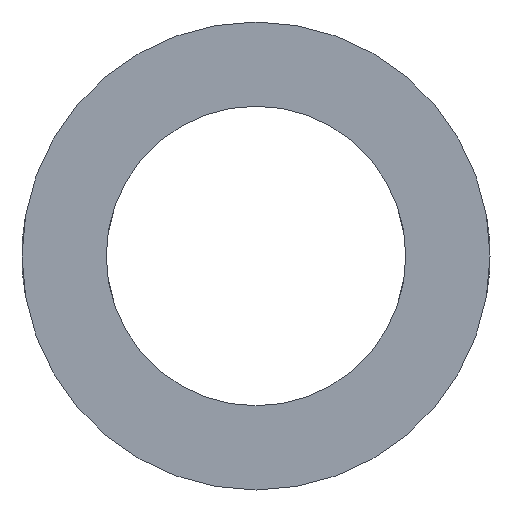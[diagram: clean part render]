
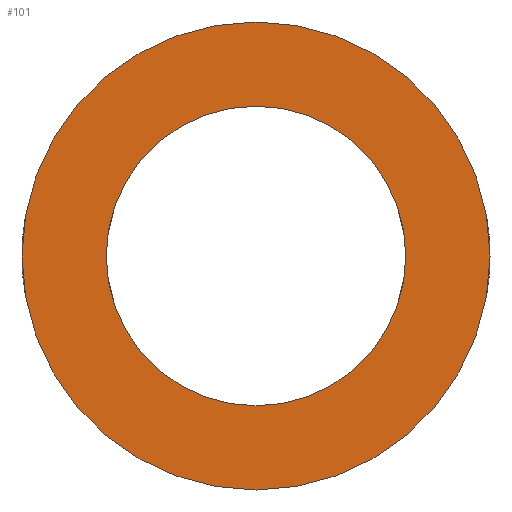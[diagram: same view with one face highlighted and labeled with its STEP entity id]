
A CAD part, front view. The second image highlights one B-rep face of the part: STEP entity #101.
In plain terms, the highlighted planar face has unit normal (0, -1, 0).
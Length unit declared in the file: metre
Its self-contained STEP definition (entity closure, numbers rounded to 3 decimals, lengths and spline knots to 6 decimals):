
#12=CIRCLE('',#121,0.016);
#13=CIRCLE('',#122,0.025);
#16=PLANE('',#120);
#21=ORIENTED_EDGE('',*,*,#41,.F.);
#22=ORIENTED_EDGE('',*,*,#42,.T.);
#41=EDGE_CURVE('',#51,#51,#12,.T.);
#42=EDGE_CURVE('',#52,#52,#13,.T.);
#51=VERTEX_POINT('',#183);
#52=VERTEX_POINT('',#185);
#66=EDGE_LOOP('',(#21));
#67=EDGE_LOOP('',(#22));
#82=FACE_BOUND('',#66,.T.);
#83=FACE_BOUND('',#67,.T.);
#101=ADVANCED_FACE('',(#82,#83),#16,.T.);
#120=AXIS2_PLACEMENT_3D('',#181,#133,#134);
#121=AXIS2_PLACEMENT_3D('',#182,#135,#136);
#122=AXIS2_PLACEMENT_3D('',#184,#137,#138);
#133=DIRECTION('',(0.,-1.,0.));
#134=DIRECTION('',(1.,0.,0.));
#135=DIRECTION('',(0.,-1.,0.));
#136=DIRECTION('',(0.,0.,-1.));
#137=DIRECTION('',(0.,-1.,0.));
#138=DIRECTION('',(0.,0.,-1.));
#181=CARTESIAN_POINT('',(0.025,-0.012,-0.025));
#182=CARTESIAN_POINT('',(0.025,-0.012,-0.025));
#183=CARTESIAN_POINT('',(0.025,-0.012,-0.041));
#184=CARTESIAN_POINT('',(0.025,-0.012,-0.025));
#185=CARTESIAN_POINT('',(0.025,-0.012,-0.05));
